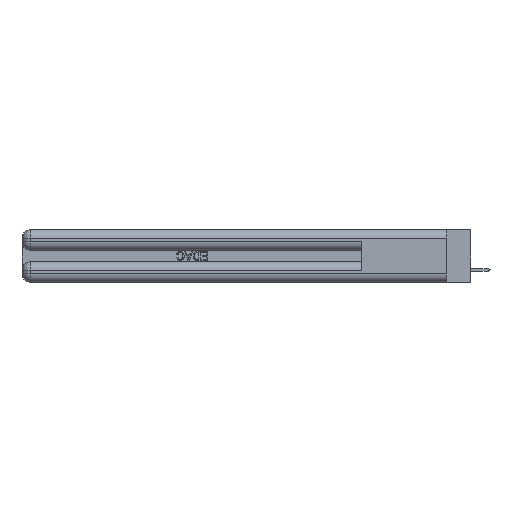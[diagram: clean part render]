
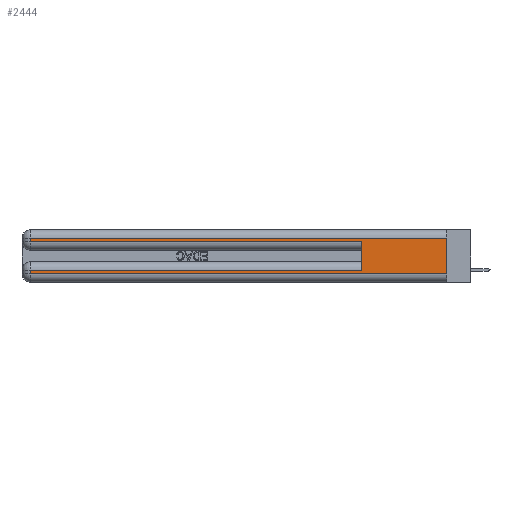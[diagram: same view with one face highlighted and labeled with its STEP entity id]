
A CAD part, left-side view. The second image highlights one B-rep face of the part: STEP entity #2444.
In plain terms, the highlighted planar face has unit normal (-1, 0, 0).
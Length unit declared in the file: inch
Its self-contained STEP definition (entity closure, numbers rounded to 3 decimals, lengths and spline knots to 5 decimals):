
#234 = LINE ( 'NONE', #9814, #33014 ) ;
#509 = EDGE_CURVE ( 'NONE', #17646, #7955, #41966, .T. ) ;
#676 = CARTESIAN_POINT ( 'NONE',  ( 0., 0., 0.31 ) ) ;
#1579 = DIRECTION ( 'NONE',  ( 1., 0., 0. ) ) ;
#1657 = CARTESIAN_POINT ( 'NONE',  ( 0., 2.94, 0.285 ) ) ;
#2070 = VECTOR ( 'NONE', #30966, 39.37008 ) ;
#2444 = ADVANCED_FACE ( 'NONE', ( #30636 ), #26828, .F. ) ;
#2628 = ORIENTED_EDGE ( 'NONE', *, *, #20888, .T. ) ;
#2687 = VECTOR ( 'NONE', #41652, 39.37008 ) ;
#4107 = VECTOR ( 'NONE', #26098, 39.37008 ) ;
#5948 = CARTESIAN_POINT ( 'NONE',  ( 0., 0.6, 0.145 ) ) ;
#7955 = VERTEX_POINT ( 'NONE', #30811 ) ;
#9274 = CARTESIAN_POINT ( 'NONE',  ( 0., 0., 0.31 ) ) ;
#9570 = LINE ( 'NONE', #15731, #15899 ) ;
#9814 = CARTESIAN_POINT ( 'NONE',  ( 0., 0., 0.085 ) ) ;
#10055 = LINE ( 'NONE', #676, #28538 ) ;
#10932 = EDGE_CURVE ( 'NONE', #7955, #25147, #41014, .T. ) ;
#10945 = CARTESIAN_POINT ( 'NONE',  ( 0., 2.94, 0.085 ) ) ;
#12918 = CARTESIAN_POINT ( 'NONE',  ( 0., 2.94, 0.37 ) ) ;
#13426 = ORIENTED_EDGE ( 'NONE', *, *, #41346, .T. ) ;
#14337 = CARTESIAN_POINT ( 'NONE',  ( 0., 0., 0.37 ) ) ;
#14877 = ORIENTED_EDGE ( 'NONE', *, *, #10932, .T. ) ;
#14975 = CARTESIAN_POINT ( 'NONE',  ( 0., 2.94, 0.31 ) ) ;
#15731 = CARTESIAN_POINT ( 'NONE',  ( 0., 2.94, 0.37 ) ) ;
#15899 = VECTOR ( 'NONE', #25659, 39.37008 ) ;
#17646 = VERTEX_POINT ( 'NONE', #10945 ) ;
#17848 = CARTESIAN_POINT ( 'NONE',  ( 0., 0.6, 0.085 ) ) ;
#18889 = DIRECTION ( 'NONE',  ( 0., 0., 1. ) ) ;
#19959 = EDGE_CURVE ( 'NONE', #30382, #25147, #28655, .T. ) ;
#19977 = DIRECTION ( 'NONE',  ( 0., 1., 0. ) ) ;
#20888 = EDGE_CURVE ( 'NONE', #30382, #39170, #10055, .T. ) ;
#22787 = VERTEX_POINT ( 'NONE', #40739 ) ;
#22862 = ORIENTED_EDGE ( 'NONE', *, *, #509, .T. ) ;
#22973 = DIRECTION ( 'NONE',  ( 0., 1., 0. ) ) ;
#24746 = ORIENTED_EDGE ( 'NONE', *, *, #28089, .T. ) ;
#24882 = CARTESIAN_POINT ( 'NONE',  ( 0., 0., 0.06 ) ) ;
#24935 = VECTOR ( 'NONE', #18889, 39.37008 ) ;
#25147 = VERTEX_POINT ( 'NONE', #40844 ) ;
#25659 = DIRECTION ( 'NONE',  ( 0., 0., -1. ) ) ;
#25829 = DIRECTION ( 'NONE',  ( 0., 0., -1. ) ) ;
#26098 = DIRECTION ( 'NONE',  ( 0., 0., -1. ) ) ;
#26828 = PLANE ( 'NONE',  #41960 ) ;
#28089 = EDGE_CURVE ( 'NONE', #39170, #28431, #9570, .T. ) ;
#28431 = VERTEX_POINT ( 'NONE', #1657 ) ;
#28538 = VECTOR ( 'NONE', #22973, 39.37008 ) ;
#28655 = LINE ( 'NONE', #36075, #4107 ) ;
#29324 = ORIENTED_EDGE ( 'NONE', *, *, #33205, .T. ) ;
#30382 = VERTEX_POINT ( 'NONE', #9274 ) ;
#30636 = FACE_OUTER_BOUND ( 'NONE', #32662, .T. ) ;
#30758 = CARTESIAN_POINT ( 'NONE',  ( 0., 0., 0.285 ) ) ;
#30811 = CARTESIAN_POINT ( 'NONE',  ( 0., 2.94, 0.06 ) ) ;
#30966 = DIRECTION ( 'NONE',  ( 0., -1., 0. ) ) ;
#32463 = VECTOR ( 'NONE', #25829, 39.37008 ) ;
#32662 = EDGE_LOOP ( 'NONE', ( #36325, #2628, #24746, #13426, #38753, #29324, #22862, #14877 ) ) ;
#33014 = VECTOR ( 'NONE', #19977, 39.37008 ) ;
#33205 = EDGE_CURVE ( 'NONE', #41401, #17646, #234, .T. ) ;
#33653 = EDGE_CURVE ( 'NONE', #41401, #22787, #35004, .T. ) ;
#35004 = LINE ( 'NONE', #5948, #24935 ) ;
#36075 = CARTESIAN_POINT ( 'NONE',  ( 0., 0., 0.37 ) ) ;
#36325 = ORIENTED_EDGE ( 'NONE', *, *, #19959, .F. ) ;
#37229 = DIRECTION ( 'NONE',  ( 0., 0., -1. ) ) ;
#38753 = ORIENTED_EDGE ( 'NONE', *, *, #33653, .F. ) ;
#39170 = VERTEX_POINT ( 'NONE', #14975 ) ;
#40116 = LINE ( 'NONE', #30758, #2070 ) ;
#40739 = CARTESIAN_POINT ( 'NONE',  ( 0., 0.6, 0.285 ) ) ;
#40844 = CARTESIAN_POINT ( 'NONE',  ( 0., 0., 0.06 ) ) ;
#41014 = LINE ( 'NONE', #24882, #2687 ) ;
#41346 = EDGE_CURVE ( 'NONE', #28431, #22787, #40116, .T. ) ;
#41401 = VERTEX_POINT ( 'NONE', #17848 ) ;
#41652 = DIRECTION ( 'NONE',  ( 0., -1., 0. ) ) ;
#41960 = AXIS2_PLACEMENT_3D ( 'NONE', #14337, #1579, #37229 ) ;
#41966 = LINE ( 'NONE', #12918, #32463 ) ;
